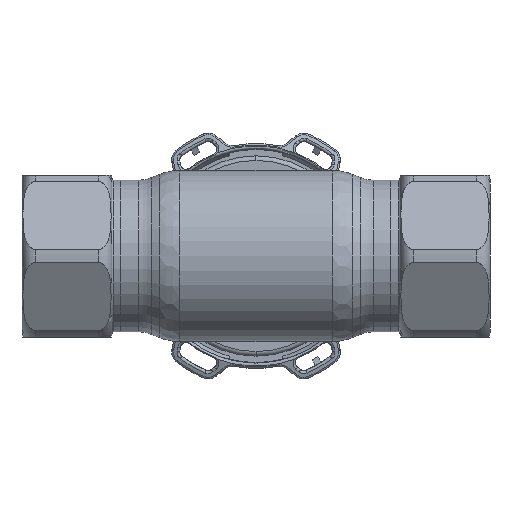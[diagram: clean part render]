
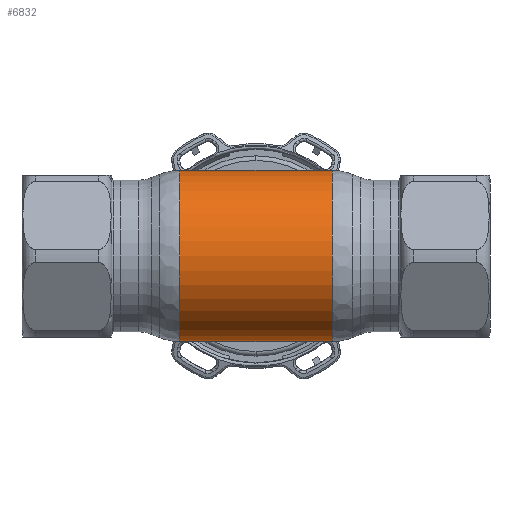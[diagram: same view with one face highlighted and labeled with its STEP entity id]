
A CAD part, front view. The second image highlights one B-rep face of the part: STEP entity #6832.
In plain terms, the highlighted cylindrical face has radius 19 mm (diameter 38 mm), a partial arc.
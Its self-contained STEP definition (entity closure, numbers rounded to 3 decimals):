
#1227 = DIRECTION ( 'NONE',  ( -1., 0., 0. ) ) ;
#2339 = VERTEX_POINT ( 'NONE', #22536 ) ;
#2834 = CARTESIAN_POINT ( 'NONE',  ( -62.69, 0., 19. ) ) ;
#3129 = CARTESIAN_POINT ( 'NONE',  ( -16.967, 0., 19. ) ) ;
#5161 = DIRECTION ( 'NONE',  ( -1., 0., 0. ) ) ;
#5707 = DIRECTION ( 'NONE',  ( 0., 0., 1. ) ) ;
#6832 = ADVANCED_FACE ( 'NONE', ( #25913 ), #20634, .T. ) ;
#7062 = VECTOR ( 'NONE', #27881, 1000. ) ;
#7951 = VERTEX_POINT ( 'NONE', #3129 ) ;
#8285 = EDGE_CURVE ( 'NONE', #10746, #7951, #31272, .T. ) ;
#9322 = ORIENTED_EDGE ( 'NONE', *, *, #18560, .T. ) ;
#9724 = EDGE_CURVE ( 'NONE', #28739, #10746, #32075, .T. ) ;
#10746 = VERTEX_POINT ( 'NONE', #25856 ) ;
#10952 = ORIENTED_EDGE ( 'NONE', *, *, #26806, .T. ) ;
#11572 = DIRECTION ( 'NONE',  ( -1., 0., 0. ) ) ;
#12592 = CARTESIAN_POINT ( 'NONE',  ( 16.967, 0., -19. ) ) ;
#14288 = AXIS2_PLACEMENT_3D ( 'NONE', #19663, #5161, #5707 ) ;
#17423 = CARTESIAN_POINT ( 'NONE',  ( -16.967, 0., 0. ) ) ;
#17611 = DIRECTION ( 'NONE',  ( 0., 0., 1. ) ) ;
#18560 = EDGE_CURVE ( 'NONE', #28739, #2339, #23013, .T. ) ;
#19663 = CARTESIAN_POINT ( 'NONE',  ( 16.967, 0., 0. ) ) ;
#20480 = ORIENTED_EDGE ( 'NONE', *, *, #8285, .F. ) ;
#20634 = CYLINDRICAL_SURFACE ( 'NONE', #26000, 19. ) ;
#21304 = VECTOR ( 'NONE', #23893, 1000. ) ;
#22536 = CARTESIAN_POINT ( 'NONE',  ( 16.967, 0., 19. ) ) ;
#23013 = CIRCLE ( 'NONE', #14288, 19. ) ;
#23893 = DIRECTION ( 'NONE',  ( -1., 0., 0. ) ) ;
#25381 = EDGE_LOOP ( 'NONE', ( #33085, #9322, #10952, #20480 ) ) ;
#25856 = CARTESIAN_POINT ( 'NONE',  ( -16.967, 0., -19. ) ) ;
#25913 = FACE_OUTER_BOUND ( 'NONE', #25381, .T. ) ;
#26000 = AXIS2_PLACEMENT_3D ( 'NONE', #31389, #1227, #28838 ) ;
#26806 = EDGE_CURVE ( 'NONE', #2339, #7951, #33159, .T. ) ;
#27881 = DIRECTION ( 'NONE',  ( -1., 0., 0. ) ) ;
#28739 = VERTEX_POINT ( 'NONE', #12592 ) ;
#28838 = DIRECTION ( 'NONE',  ( 0., 0., 1. ) ) ;
#31272 = CIRCLE ( 'NONE', #35335, 19. ) ;
#31389 = CARTESIAN_POINT ( 'NONE',  ( -62.69, 0., 0. ) ) ;
#31554 = CARTESIAN_POINT ( 'NONE',  ( -62.69, 0., -19. ) ) ;
#32075 = LINE ( 'NONE', #31554, #21304 ) ;
#33085 = ORIENTED_EDGE ( 'NONE', *, *, #9724, .F. ) ;
#33159 = LINE ( 'NONE', #2834, #7062 ) ;
#35335 = AXIS2_PLACEMENT_3D ( 'NONE', #17423, #11572, #17611 ) ;
